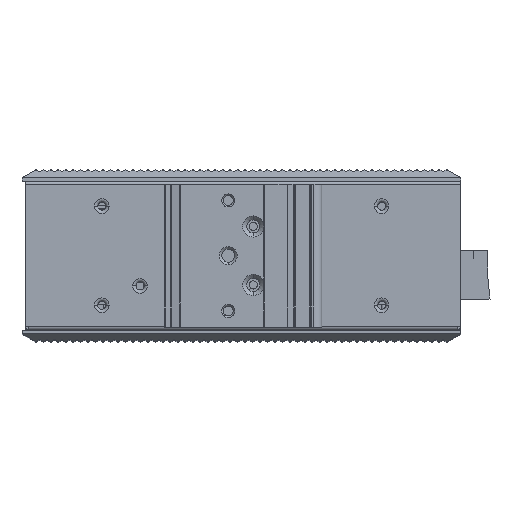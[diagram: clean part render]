
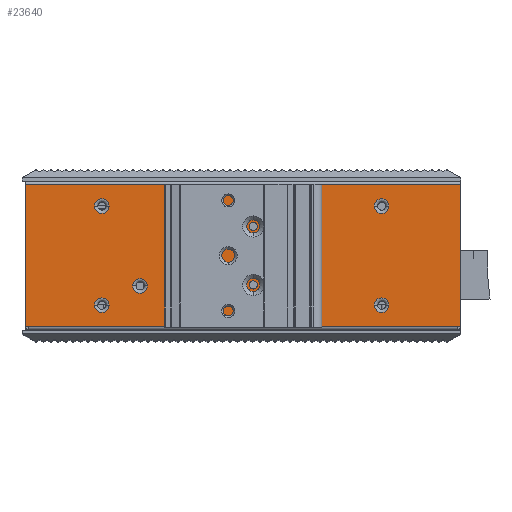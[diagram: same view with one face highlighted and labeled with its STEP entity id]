
A CAD part, top view. The second image highlights one B-rep face of the part: STEP entity #23640.
In plain terms, the highlighted planar face has unit normal (0, 0, 1).
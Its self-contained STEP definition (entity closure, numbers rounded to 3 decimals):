
#10359=DIRECTION('',(-1.,0.,0.));
#10360=VECTOR('',#10359,132.);
#10361=CARTESIAN_POINT('',(65.66,0.,46.3));
#10362=LINE('',#10361,#10360);
#10366=DIRECTION('',(1.,0.,0.));
#10367=VECTOR('',#10366,1.);
#10368=CARTESIAN_POINT('',(-67.34,0.,46.3));
#10369=LINE('',#10368,#10367);
#10373=DIRECTION('',(0.,-1.,0.));
#10374=VECTOR('',#10373,43.8);
#10375=CARTESIAN_POINT('',(-67.34,43.8,46.3));
#10376=LINE('',#10375,#10374);
#10380=DIRECTION('',(0.,1.,0.));
#10381=VECTOR('',#10380,43.8);
#10382=CARTESIAN_POINT('',(66.66,0.,46.3));
#10383=LINE('',#10382,#10381);
#10387=DIRECTION('',(1.,0.,0.));
#10388=VECTOR('',#10387,1.);
#10389=CARTESIAN_POINT('',(65.66,0.,46.3));
#10390=LINE('',#10389,#10388);
#10394=CARTESIAN_POINT('',(2.83,30.9,46.3));
#10395=DIRECTION('',(0.,0.,-1.));
#10396=DIRECTION('',(-1.,0.,0.));
#10397=AXIS2_PLACEMENT_3D('',#10394,#10395,#10396);
#10402=CARTESIAN_POINT('',(2.83,30.9,46.3));
#10403=DIRECTION('',(0.,0.,-1.));
#10404=DIRECTION('',(1.,0.,0.));
#10405=AXIS2_PLACEMENT_3D('',#10402,#10403,#10404);
#10410=CARTESIAN_POINT('',(2.83,12.9,46.3));
#10411=DIRECTION('',(0.,0.,-1.));
#10412=DIRECTION('',(-1.,0.,0.));
#10413=AXIS2_PLACEMENT_3D('',#10410,#10411,#10412);
#10418=CARTESIAN_POINT('',(2.83,12.9,46.3));
#10419=DIRECTION('',(0.,0.,-1.));
#10420=DIRECTION('',(1.,0.,0.));
#10421=AXIS2_PLACEMENT_3D('',#10418,#10419,#10420);
#10426=CARTESIAN_POINT('',(42.36,6.65,46.3));
#10427=DIRECTION('',(0.,0.,-1.));
#10428=DIRECTION('',(1.,0.,0.));
#10429=AXIS2_PLACEMENT_3D('',#10426,#10427,#10428);
#10434=CARTESIAN_POINT('',(42.36,6.65,46.3));
#10435=DIRECTION('',(0.,0.,-1.));
#10436=DIRECTION('',(-1.,0.,0.));
#10437=AXIS2_PLACEMENT_3D('',#10434,#10435,#10436);
#10442=CARTESIAN_POINT('',(42.36,37.15,46.3));
#10443=DIRECTION('',(0.,0.,-1.));
#10444=DIRECTION('',(1.,0.,0.));
#10445=AXIS2_PLACEMENT_3D('',#10442,#10443,#10444);
#10450=CARTESIAN_POINT('',(42.36,37.15,46.3));
#10451=DIRECTION('',(0.,0.,-1.));
#10452=DIRECTION('',(-1.,0.,0.));
#10453=AXIS2_PLACEMENT_3D('',#10450,#10451,#10452);
#10458=CARTESIAN_POINT('',(-43.78,6.65,46.3));
#10459=DIRECTION('',(0.,0.,-1.));
#10460=DIRECTION('',(1.,0.,0.));
#10461=AXIS2_PLACEMENT_3D('',#10458,#10459,#10460);
#10466=CARTESIAN_POINT('',(-43.78,6.65,46.3));
#10467=DIRECTION('',(0.,0.,-1.));
#10468=DIRECTION('',(-1.,0.,0.));
#10469=AXIS2_PLACEMENT_3D('',#10466,#10467,#10468);
#10474=CARTESIAN_POINT('',(-43.78,37.15,46.3));
#10475=DIRECTION('',(0.,0.,-1.));
#10476=DIRECTION('',(1.,0.,0.));
#10477=AXIS2_PLACEMENT_3D('',#10474,#10475,#10476);
#10482=CARTESIAN_POINT('',(-43.78,37.15,46.3));
#10483=DIRECTION('',(0.,0.,-1.));
#10484=DIRECTION('',(-1.,0.,0.));
#10485=AXIS2_PLACEMENT_3D('',#10482,#10483,#10484);
#10490=CARTESIAN_POINT('',(-32.,12.6,46.3));
#10491=DIRECTION('',(0.,0.,-1.));
#10492=DIRECTION('',(1.,0.,0.));
#10493=AXIS2_PLACEMENT_3D('',#10490,#10491,#10492);
#10498=CARTESIAN_POINT('',(-32.,12.6,46.3));
#10499=DIRECTION('',(0.,0.,-1.));
#10500=DIRECTION('',(-1.,0.,0.));
#10501=AXIS2_PLACEMENT_3D('',#10498,#10499,#10500);
#10605=DIRECTION('',(-1.,0.,0.));
#10606=VECTOR('',#10605,134.);
#10607=CARTESIAN_POINT('',(66.66,43.8,46.3));
#10608=LINE('',#10607,#10606);
#12291=CARTESIAN_POINT('',(66.66,0.,46.3));
#12293=VERTEX_POINT('',#12291);
#12294=CARTESIAN_POINT('',(65.66,0.,46.3));
#12295=VERTEX_POINT('',#12294);
#12297=CARTESIAN_POINT('',(-67.34,0.,46.3));
#12299=VERTEX_POINT('',#12297);
#12300=CARTESIAN_POINT('',(-66.34,0.,46.3));
#12301=VERTEX_POINT('',#12300);
#12318=CARTESIAN_POINT('',(66.66,43.8,46.3));
#12319=CARTESIAN_POINT('',(-67.34,43.8,46.3));
#12320=VERTEX_POINT('',#12318);
#12321=VERTEX_POINT('',#12319);
#12356=CARTESIAN_POINT('',(1.58,30.9,46.3));
#12357=CARTESIAN_POINT('',(4.08,30.9,46.3));
#12358=VERTEX_POINT('',#12356);
#12359=VERTEX_POINT('',#12357);
#12364=CARTESIAN_POINT('',(1.58,12.9,46.3));
#12365=CARTESIAN_POINT('',(4.08,12.9,46.3));
#12366=VERTEX_POINT('',#12364);
#12367=VERTEX_POINT('',#12365);
#13912=CARTESIAN_POINT('',(44.61,6.65,46.3));
#13913=CARTESIAN_POINT('',(40.11,6.65,46.3));
#13914=VERTEX_POINT('',#13912);
#13915=VERTEX_POINT('',#13913);
#13932=CARTESIAN_POINT('',(44.61,37.15,46.3));
#13933=CARTESIAN_POINT('',(40.11,37.15,46.3));
#13934=VERTEX_POINT('',#13932);
#13935=VERTEX_POINT('',#13933);
#13952=CARTESIAN_POINT('',(-41.53,6.65,46.3));
#13953=CARTESIAN_POINT('',(-46.03,6.65,46.3));
#13954=VERTEX_POINT('',#13952);
#13955=VERTEX_POINT('',#13953);
#13972=CARTESIAN_POINT('',(-41.53,37.15,46.3));
#13973=CARTESIAN_POINT('',(-46.03,37.15,46.3));
#13974=VERTEX_POINT('',#13972);
#13975=VERTEX_POINT('',#13973);
#14132=CARTESIAN_POINT('',(-29.75,12.6,46.3));
#14133=CARTESIAN_POINT('',(-34.25,12.6,46.3));
#14134=VERTEX_POINT('',#14132);
#14135=VERTEX_POINT('',#14133);
#23582=CARTESIAN_POINT('',(-66.34,0.,46.3));
#23583=DIRECTION('',(0.,0.,-1.));
#23584=DIRECTION('',(-1.,0.,0.));
#23585=AXIS2_PLACEMENT_3D('',#23582,#23583,#23584);
#23586=PLANE('',#23585);
#23587=ORIENTED_EDGE('',*,*,#23563,.T.);
#23588=ORIENTED_EDGE('',*,*,#22695,.F.);
#23590=ORIENTED_EDGE('',*,*,#23589,.F.);
#23592=ORIENTED_EDGE('',*,*,#23591,.F.);
#23594=ORIENTED_EDGE('',*,*,#23593,.F.);
#23595=ORIENTED_EDGE('',*,*,#22779,.F.);
#23596=EDGE_LOOP('',(#23587,#23588,#23590,#23592,#23594,#23595));
#23597=FACE_OUTER_BOUND('',#23596,.F.);
#23599=ORIENTED_EDGE('',*,*,#23598,.F.);
#23601=ORIENTED_EDGE('',*,*,#23600,.F.);
#23602=EDGE_LOOP('',(#23599,#23601));
#23603=FACE_BOUND('',#23602,.F.);
#23605=ORIENTED_EDGE('',*,*,#23604,.F.);
#23607=ORIENTED_EDGE('',*,*,#23606,.F.);
#23608=EDGE_LOOP('',(#23605,#23607));
#23609=FACE_BOUND('',#23608,.F.);
#23611=ORIENTED_EDGE('',*,*,#23610,.F.);
#23613=ORIENTED_EDGE('',*,*,#23612,.F.);
#23614=EDGE_LOOP('',(#23611,#23613));
#23615=FACE_BOUND('',#23614,.F.);
#23617=ORIENTED_EDGE('',*,*,#23616,.F.);
#23619=ORIENTED_EDGE('',*,*,#23618,.F.);
#23620=EDGE_LOOP('',(#23617,#23619));
#23621=FACE_BOUND('',#23620,.F.);
#23623=ORIENTED_EDGE('',*,*,#23622,.F.);
#23625=ORIENTED_EDGE('',*,*,#23624,.F.);
#23626=EDGE_LOOP('',(#23623,#23625));
#23627=FACE_BOUND('',#23626,.F.);
#23629=ORIENTED_EDGE('',*,*,#23628,.F.);
#23631=ORIENTED_EDGE('',*,*,#23630,.F.);
#23632=EDGE_LOOP('',(#23629,#23631));
#23633=FACE_BOUND('',#23632,.F.);
#23635=ORIENTED_EDGE('',*,*,#23634,.F.);
#23637=ORIENTED_EDGE('',*,*,#23636,.F.);
#23638=EDGE_LOOP('',(#23635,#23637));
#23639=FACE_BOUND('',#23638,.F.);
#10398=CIRCLE('',#10397,1.25);
#10406=CIRCLE('',#10405,1.25);
#10414=CIRCLE('',#10413,1.25);
#10422=CIRCLE('',#10421,1.25);
#10430=CIRCLE('',#10429,2.25);
#10438=CIRCLE('',#10437,2.25);
#10446=CIRCLE('',#10445,2.25);
#10454=CIRCLE('',#10453,2.25);
#10462=CIRCLE('',#10461,2.25);
#10470=CIRCLE('',#10469,2.25);
#10478=CIRCLE('',#10477,2.25);
#10486=CIRCLE('',#10485,2.25);
#10494=CIRCLE('',#10493,2.25);
#10502=CIRCLE('',#10501,2.25);
#22695=EDGE_CURVE('',#12299,#12301,#10369,.T.);
#22779=EDGE_CURVE('',#12295,#12293,#10390,.T.);
#23563=EDGE_CURVE('',#12295,#12301,#10362,.T.);
#23589=EDGE_CURVE('',#12321,#12299,#10376,.T.);
#23591=EDGE_CURVE('',#12320,#12321,#10608,.T.);
#23593=EDGE_CURVE('',#12293,#12320,#10383,.T.);
#23598=EDGE_CURVE('',#12358,#12359,#10398,.T.);
#23600=EDGE_CURVE('',#12359,#12358,#10406,.T.);
#23604=EDGE_CURVE('',#12366,#12367,#10414,.T.);
#23606=EDGE_CURVE('',#12367,#12366,#10422,.T.);
#23610=EDGE_CURVE('',#13914,#13915,#10430,.T.);
#23612=EDGE_CURVE('',#13915,#13914,#10438,.T.);
#23616=EDGE_CURVE('',#13934,#13935,#10446,.T.);
#23618=EDGE_CURVE('',#13935,#13934,#10454,.T.);
#23622=EDGE_CURVE('',#13954,#13955,#10462,.T.);
#23624=EDGE_CURVE('',#13955,#13954,#10470,.T.);
#23628=EDGE_CURVE('',#13974,#13975,#10478,.T.);
#23630=EDGE_CURVE('',#13975,#13974,#10486,.T.);
#23634=EDGE_CURVE('',#14134,#14135,#10494,.T.);
#23636=EDGE_CURVE('',#14135,#14134,#10502,.T.);
#23640=ADVANCED_FACE('',(#23597,#23603,#23609,#23615,#23621,#23627,#23633,
#23639),#23586,.F.);
